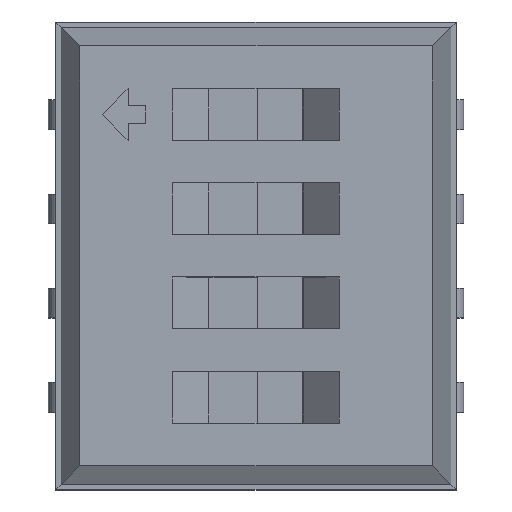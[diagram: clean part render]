
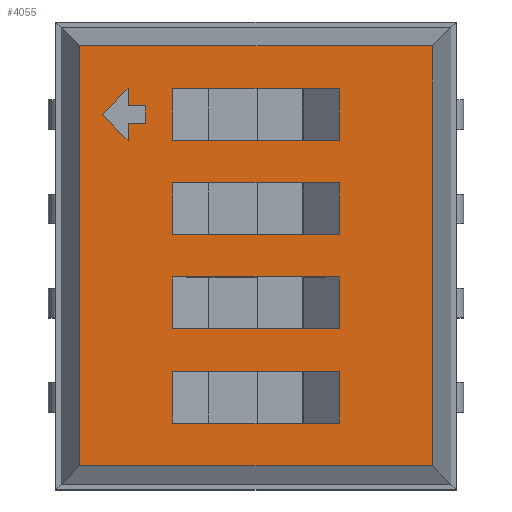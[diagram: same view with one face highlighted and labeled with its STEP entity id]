
A CAD part, top view. The second image highlights one B-rep face of the part: STEP entity #4055.
In plain terms, the highlighted planar face has unit normal (0, 0, 1).
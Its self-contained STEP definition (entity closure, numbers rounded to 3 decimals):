
#26=VECTOR('',#27,1.);
#27=DIRECTION('',(1.,0.,0.));
#50=VECTOR('',#51,1.);
#51=DIRECTION('',(0.,1.,0.));
#59=VECTOR('',#60,1.);
#60=DIRECTION('',(0.,-1.,0.));
#149=VECTOR('',#150,1.);
#150=DIRECTION('',(-1.,0.,0.));
#239=DIRECTION('',(0.,0.,-1.));
#4005=VERTEX_POINT('',#4006);
#4006=CARTESIAN_POINT('',(2.375,-2.83,2.65));
#4008=ORIENTED_EDGE('',*,*,#4009,.F.);
#4009=EDGE_CURVE('',#4010,#4005,#4012,.T.);
#4010=VERTEX_POINT('',#4011);
#4011=CARTESIAN_POINT('',(-2.375,-2.83,2.65));
#4012=LINE('',#4011,#26);
#4047=VERTEX_POINT('',#4048);
#4048=CARTESIAN_POINT('',(2.375,2.83,2.65));
#4050=ORIENTED_EDGE('',*,*,#4051,.F.);
#4051=EDGE_CURVE('',#4005,#4047,#4052,.T.);
#4052=LINE('',#4006,#50);
#4055=ADVANCED_FACE('',(#4056,#4066,#4088,#4110,#4132,#4175),#4197,.F.);
#4056=FACE_BOUND('',#4057,.F.);
#4057=EDGE_LOOP('',(#4050,#4008,#4058,#4063));
#4058=ORIENTED_EDGE('',*,*,#4059,.F.);
#4059=EDGE_CURVE('',#4060,#4010,#4062,.T.);
#4060=VERTEX_POINT('',#4061);
#4061=CARTESIAN_POINT('',(-2.375,2.83,2.65));
#4062=LINE('',#4061,#59);
#4063=ORIENTED_EDGE('',*,*,#4064,.F.);
#4064=EDGE_CURVE('',#4047,#4060,#4065,.T.);
#4065=LINE('',#4048,#149);
#4066=FACE_BOUND('',#4067,.F.);
#4067=EDGE_LOOP('',(#4068,#4075,#4080,#4085));
#4068=ORIENTED_EDGE('',*,*,#4069,.T.);
#4069=EDGE_CURVE('',#4070,#4072,#4074,.T.);
#4070=VERTEX_POINT('',#4071);
#4071=CARTESIAN_POINT('',(-1.125,-1.555,2.65));
#4072=VERTEX_POINT('',#4073);
#4073=CARTESIAN_POINT('',(-1.125,-2.255,2.65));
#4074=LINE('',#4071,#59);
#4075=ORIENTED_EDGE('',*,*,#4076,.T.);
#4076=EDGE_CURVE('',#4072,#4077,#4079,.T.);
#4077=VERTEX_POINT('',#4078);
#4078=CARTESIAN_POINT('',(1.125,-2.255,2.65));
#4079=LINE('',#4073,#26);
#4080=ORIENTED_EDGE('',*,*,#4081,.T.);
#4081=EDGE_CURVE('',#4077,#4082,#4084,.T.);
#4082=VERTEX_POINT('',#4083);
#4083=CARTESIAN_POINT('',(1.125,-1.555,2.65));
#4084=LINE('',#4078,#50);
#4085=ORIENTED_EDGE('',*,*,#4086,.T.);
#4086=EDGE_CURVE('',#4082,#4070,#4087,.T.);
#4087=LINE('',#4083,#149);
#4088=FACE_BOUND('',#4089,.F.);
#4089=EDGE_LOOP('',(#4090,#4097,#4102,#4107));
#4090=ORIENTED_EDGE('',*,*,#4091,.T.);
#4091=EDGE_CURVE('',#4092,#4094,#4096,.T.);
#4092=VERTEX_POINT('',#4093);
#4093=CARTESIAN_POINT('',(1.125,-0.985,2.65));
#4094=VERTEX_POINT('',#4095);
#4095=CARTESIAN_POINT('',(1.125,-0.285,2.65));
#4096=LINE('',#4093,#50);
#4097=ORIENTED_EDGE('',*,*,#4098,.T.);
#4098=EDGE_CURVE('',#4094,#4099,#4101,.T.);
#4099=VERTEX_POINT('',#4100);
#4100=CARTESIAN_POINT('',(-1.125,-0.285,2.65));
#4101=LINE('',#4095,#149);
#4102=ORIENTED_EDGE('',*,*,#4103,.T.);
#4103=EDGE_CURVE('',#4099,#4104,#4106,.T.);
#4104=VERTEX_POINT('',#4105);
#4105=CARTESIAN_POINT('',(-1.125,-0.985,2.65));
#4106=LINE('',#4100,#59);
#4107=ORIENTED_EDGE('',*,*,#4108,.T.);
#4108=EDGE_CURVE('',#4104,#4092,#4109,.T.);
#4109=LINE('',#4105,#26);
#4110=FACE_BOUND('',#4111,.F.);
#4111=EDGE_LOOP('',(#4112,#4119,#4124,#4129));
#4112=ORIENTED_EDGE('',*,*,#4113,.T.);
#4113=EDGE_CURVE('',#4114,#4116,#4118,.T.);
#4114=VERTEX_POINT('',#4115);
#4115=CARTESIAN_POINT('',(1.125,0.285,2.65));
#4116=VERTEX_POINT('',#4117);
#4117=CARTESIAN_POINT('',(1.125,0.985,2.65));
#4118=LINE('',#4115,#50);
#4119=ORIENTED_EDGE('',*,*,#4120,.T.);
#4120=EDGE_CURVE('',#4116,#4121,#4123,.T.);
#4121=VERTEX_POINT('',#4122);
#4122=CARTESIAN_POINT('',(-1.125,0.985,2.65));
#4123=LINE('',#4117,#149);
#4124=ORIENTED_EDGE('',*,*,#4125,.T.);
#4125=EDGE_CURVE('',#4121,#4126,#4128,.T.);
#4126=VERTEX_POINT('',#4127);
#4127=CARTESIAN_POINT('',(-1.125,0.285,2.65));
#4128=LINE('',#4122,#59);
#4129=ORIENTED_EDGE('',*,*,#4130,.T.);
#4130=EDGE_CURVE('',#4126,#4114,#4131,.T.);
#4131=LINE('',#4127,#26);
#4132=FACE_BOUND('',#4133,.F.);
#4133=EDGE_LOOP('',(#4134,#4143,#4148,#4153,#4158,#4165,#4172));
#4134=ORIENTED_EDGE('',*,*,#4135,.T.);
#4135=EDGE_CURVE('',#4136,#4138,#4140,.T.);
#4136=VERTEX_POINT('',#4137);
#4137=CARTESIAN_POINT('',(-1.725,1.788,2.65));
#4138=VERTEX_POINT('',#4139);
#4139=CARTESIAN_POINT('',(-1.492,1.788,2.65));
#4140=LINE('',#4137,#4141);
#4141=VECTOR('',#4142,1.);
#4142=DIRECTION('',(1.,0.,0.));
#4143=ORIENTED_EDGE('',*,*,#4144,.T.);
#4144=EDGE_CURVE('',#4138,#4145,#4147,.T.);
#4145=VERTEX_POINT('',#4146);
#4146=CARTESIAN_POINT('',(-1.492,2.022,2.65));
#4147=LINE('',#4139,#50);
#4148=ORIENTED_EDGE('',*,*,#4149,.T.);
#4149=EDGE_CURVE('',#4145,#4150,#4152,.T.);
#4150=VERTEX_POINT('',#4151);
#4151=CARTESIAN_POINT('',(-1.725,2.022,2.65));
#4152=LINE('',#4146,#149);
#4153=ORIENTED_EDGE('',*,*,#4154,.T.);
#4154=EDGE_CURVE('',#4150,#4155,#4157,.T.);
#4155=VERTEX_POINT('',#4156);
#4156=CARTESIAN_POINT('',(-1.725,2.255,2.65));
#4157=LINE('',#4151,#50);
#4158=ORIENTED_EDGE('',*,*,#4159,.T.);
#4159=EDGE_CURVE('',#4155,#4160,#4162,.T.);
#4160=VERTEX_POINT('',#4161);
#4161=CARTESIAN_POINT('',(-2.075,1.905,2.65));
#4162=LINE('',#4156,#4163);
#4163=VECTOR('',#4164,1.);
#4164=DIRECTION('',(-0.707,-0.707,0.));
#4165=ORIENTED_EDGE('',*,*,#4166,.T.);
#4166=EDGE_CURVE('',#4160,#4167,#4169,.T.);
#4167=VERTEX_POINT('',#4168);
#4168=CARTESIAN_POINT('',(-1.725,1.555,2.65));
#4169=LINE('',#4161,#4170);
#4170=VECTOR('',#4171,1.);
#4171=DIRECTION('',(0.707,-0.707,0.));
#4172=ORIENTED_EDGE('',*,*,#4173,.T.);
#4173=EDGE_CURVE('',#4167,#4136,#4174,.T.);
#4174=LINE('',#4168,#50);
#4175=FACE_BOUND('',#4176,.F.);
#4176=EDGE_LOOP('',(#4177,#4184,#4189,#4194));
#4177=ORIENTED_EDGE('',*,*,#4178,.T.);
#4178=EDGE_CURVE('',#4179,#4181,#4183,.T.);
#4179=VERTEX_POINT('',#4180);
#4180=CARTESIAN_POINT('',(-1.125,2.255,2.65));
#4181=VERTEX_POINT('',#4182);
#4182=CARTESIAN_POINT('',(-1.125,1.555,2.65));
#4183=LINE('',#4180,#59);
#4184=ORIENTED_EDGE('',*,*,#4185,.T.);
#4185=EDGE_CURVE('',#4181,#4186,#4188,.T.);
#4186=VERTEX_POINT('',#4187);
#4187=CARTESIAN_POINT('',(1.125,1.555,2.65));
#4188=LINE('',#4182,#26);
#4189=ORIENTED_EDGE('',*,*,#4190,.T.);
#4190=EDGE_CURVE('',#4186,#4191,#4193,.T.);
#4191=VERTEX_POINT('',#4192);
#4192=CARTESIAN_POINT('',(1.125,2.255,2.65));
#4193=LINE('',#4187,#50);
#4194=ORIENTED_EDGE('',*,*,#4195,.T.);
#4195=EDGE_CURVE('',#4191,#4179,#4196,.T.);
#4196=LINE('',#4192,#149);
#4197=PLANE('',#4198);
#4198=AXIS2_PLACEMENT_3D('',#4006,#239,#4199);
#4199=DIRECTION('',(-0.643,0.766,0.));
